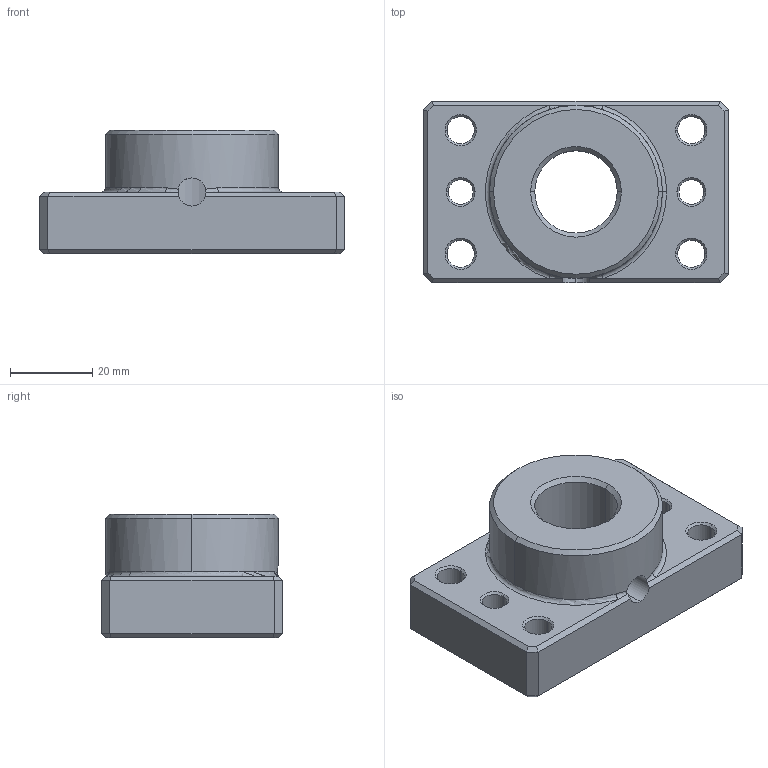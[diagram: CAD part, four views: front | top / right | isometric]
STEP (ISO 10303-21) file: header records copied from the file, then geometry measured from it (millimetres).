
FILE_DESCRIPTION (( 'STEP AP214' ), '1' );
FILE_NAME ('MGHP-D20.step', '2024-12-24T08:02:30', ( '' ), ( '' ), 'SwSTEP 2.0', 'SolidWorks 2016', '' );
FILE_SCHEMA (( 'AUTOMOTIVE_DESIGN' ));
Length unit declared in the file: millimetre
Products named in the file (1): MGHP-D20
Bounding box: 74 x 44 x 30 mm (x, y, z)
Volume: 56391.8 mm3; surface area: 14257.4 mm2
Topology: 1 solids, 1 shells, 84 faces, 199 edges, 114 vertices
Faces by surface type: cone 30, plane 29, cylinder 18, bspline 4, torus 3
Entity records: 2649 total; most frequent: CARTESIAN_POINT 640, DIRECTION 421, ORIENTED_EDGE 394, EDGE_CURVE 197, AXIS2_PLACEMENT_3D 155, VERTEX_POINT 114, VECTOR 111, LINE 111
